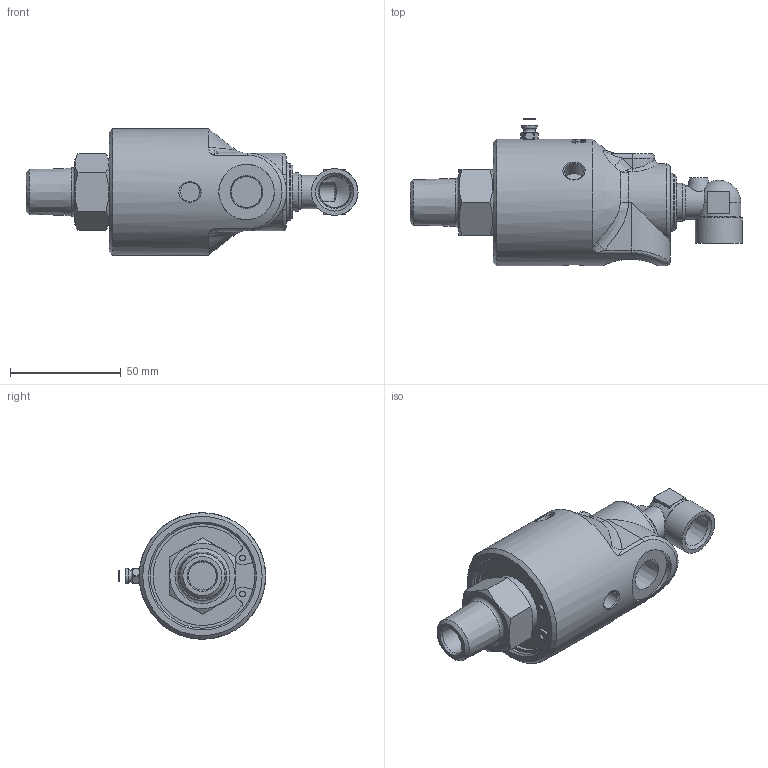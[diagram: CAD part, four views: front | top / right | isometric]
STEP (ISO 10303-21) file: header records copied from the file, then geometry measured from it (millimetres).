
FILE_DESCRIPTION(/* description */ (''),/* implementation_level */ '2;1');
FILE_NAME(/* name */ '157-050-001012-IC.stp',/* time_stamp */ '2021-05-24T10:16:08-05:00',/* author */ ('nreyna'),/* organization */ (''),/* preprocessor_version */ 'ST-DEVELOPER v18',/* originating_system */ 'Autodesk Inventor 2020',/* authorisation */ '');
FILE_SCHEMA (('AUTOMOTIVE_DESIGN { 1 0 10303 214 3 1 1 }'));
Products named in the file (1): Part1
Bounding box: 149.67 x 66.41 x 57 mm (x, y, z)
Volume: 184003.4 mm3; surface area: 29111.2 mm2
Topology: 1 solids, 1 shells, 482 faces, 1290 edges, 857 vertices
Faces by surface type: bspline 205, plane 149, cylinder 71, cone 46, torus 10, sphere 1
Full cylindrical faces by diameter (mm): 2.005 x1, 2.644 x2, 8.6 x4, 12.7 x1, 13.889 x3, 15 x1, 21 x1, 25 x1, 25.4 x1, 27.8 x1, 47.07 x1, 50.75 x1, 57 x1
Entity records: 59828 total; most frequent: CARTESIAN_POINT 48539, ORIENTED_EDGE 2568, DIRECTION 1869, EDGE_CURVE 1284, VERTEX_POINT 857, AXIS2_PLACEMENT_3D 710, EDGE_LOOP 537, FACE_OUTER_BOUND 482
